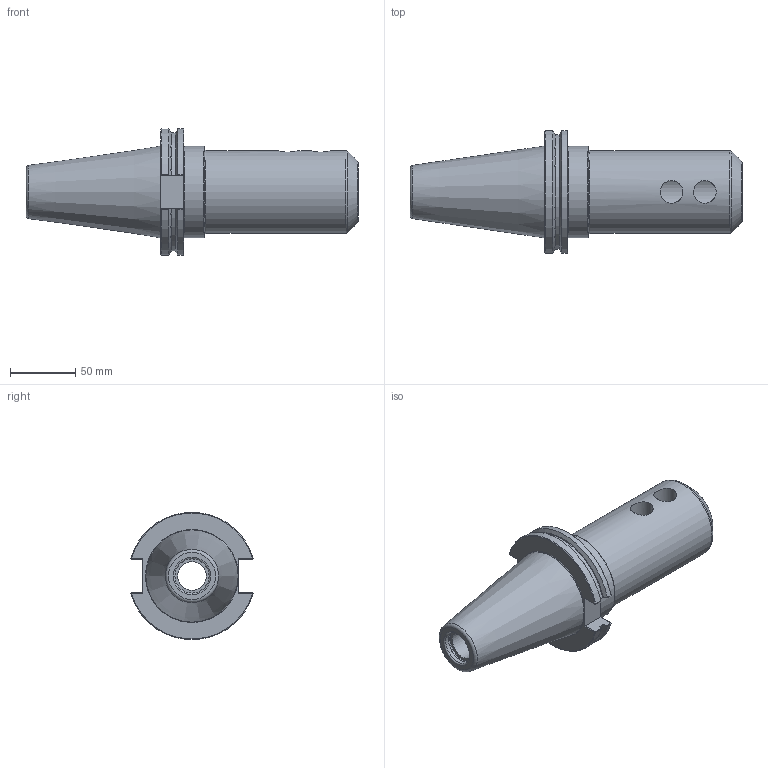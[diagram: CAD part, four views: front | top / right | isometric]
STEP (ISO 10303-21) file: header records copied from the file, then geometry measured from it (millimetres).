
FILE_DESCRIPTION(/* description */ (''),/* implementation_level */ '2;1');
FILE_NAME(/* name */ 'DCAT50-EM125-0600.stp',/* time_stamp */ '2019-07-19T15:20:19-05:00',/* author */ ('ldfli'),/* organization */ (''),/* preprocessor_version */ 'ST-DEVELOPER v18',/* originating_system */ 'Autodesk Inventor LT',/* authorisation */ '');
FILE_SCHEMA (('AUTOMOTIVE_DESIGN { 1 0 10303 214 3 1 1 }'));
Length unit declared in the file: millimetre
Products named in the file (1): DCAT50-EM125-0600
Bounding box: 254.02 x 93.8 x 97.14 mm (x, y, z)
Volume: 654635.2 mm3; surface area: 81829.6 mm2
Topology: 1 solids, 1 shells, 73 faces, 223 edges, 157 vertices
Faces by surface type: plane 32, cylinder 16, torus 14, cone 11
Full cylindrical faces by diameter (mm): 10 x1, 17.323 x2, 21.971 x1, 26.2 x1, 26.7 x1, 31.75 x1, 32.75 x1, 63.5 x1, 69.849 x1
Entity records: 2764 total; most frequent: CARTESIAN_POINT 720, ORIENTED_EDGE 446, DIRECTION 420, EDGE_CURVE 223, AXIS2_PLACEMENT_3D 172, VERTEX_POINT 157, CIRCLE 98, EDGE_LOOP 84
